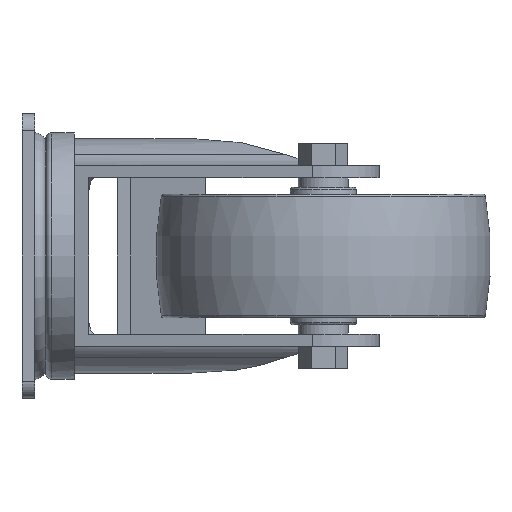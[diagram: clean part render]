
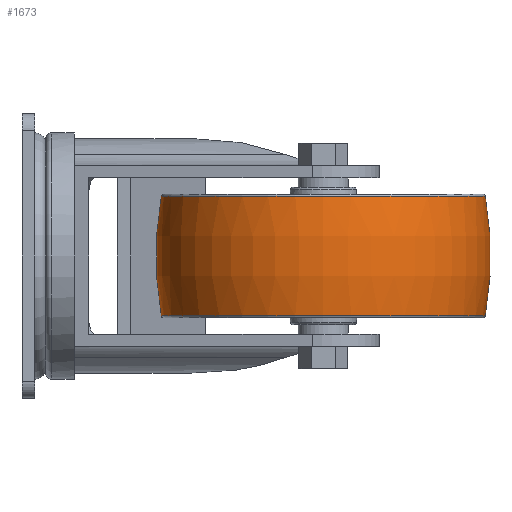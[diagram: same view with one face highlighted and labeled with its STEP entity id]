
A CAD part, left-side view. The second image highlights one B-rep face of the part: STEP entity #1673.
In plain terms, the highlighted toroidal (fillet/blend) face has major radius 50 mm and minor radius 100 mm.
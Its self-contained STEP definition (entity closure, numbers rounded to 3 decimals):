
#20=DEGENERATE_TOROIDAL_SURFACE('',#1853,50.,100.,
 .F.);
#138=CIRCLE('',#1852,48.386);
#139=CIRCLE('',#1854,48.386);
#432=ORIENTED_EDGE('',*,*,#768,.T.);
#433=ORIENTED_EDGE('',*,*,#767,.F.);
#767=EDGE_CURVE('',#960,#960,#138,.T.);
#768=EDGE_CURVE('',#961,#961,#139,.T.);
#960=VERTEX_POINT('',#2779);
#961=VERTEX_POINT('',#2782);
#1368=EDGE_LOOP('',(#432));
#1369=EDGE_LOOP('',(#433));
#1512=FACE_BOUND('',#1368,.T.);
#1513=FACE_BOUND('',#1369,.T.);
#1673=ADVANCED_FACE('',(#1512,#1513),#20,.F.);
#1852=AXIS2_PLACEMENT_3D('',#2778,#2248,#2249);
#1853=AXIS2_PLACEMENT_3D('',#2780,#2250,#2251);
#1854=AXIS2_PLACEMENT_3D('',#2781,#2252,#2253);
#2248=DIRECTION('',(0.,0.,-1.));
#2249=DIRECTION('',(-1.,0.,0.));
#2250=DIRECTION('',(0.,0.,-1.));
#2251=DIRECTION('',(-1.,0.,0.));
#2252=DIRECTION('',(0.,0.,-1.));
#2253=DIRECTION('',(-1.,0.,0.));
#2778=CARTESIAN_POINT('',(0.,0.,-17.892));
#2779=CARTESIAN_POINT('',(-48.386,0.,-17.892));
#2780=CARTESIAN_POINT('',(0.,0.,0.));
#2781=CARTESIAN_POINT('',(0.,0.,17.892));
#2782=CARTESIAN_POINT('',(-48.386,0.,17.892));
